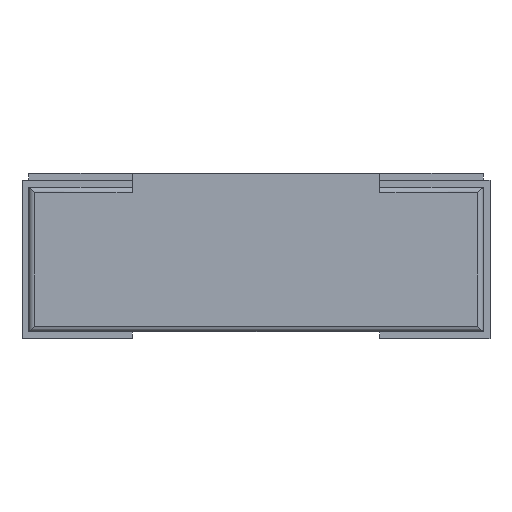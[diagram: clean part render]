
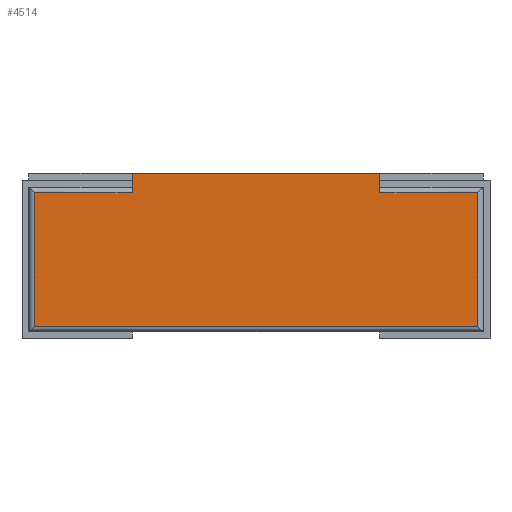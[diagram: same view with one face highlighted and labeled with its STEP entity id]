
A CAD part, left-side view. The second image highlights one B-rep face of the part: STEP entity #4514.
In plain terms, the highlighted planar face has unit normal (-1, 0, 0).
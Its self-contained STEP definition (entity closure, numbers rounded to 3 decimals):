
#362=PLANE('',#4683);
#593=FACE_OUTER_BOUND('',#839,.T.);
#839=EDGE_LOOP('',(#3867,#3868,#3869,#3870,#3871,#3872,#3873,#3874));
#1001=LINE('',#5700,#1451);
#1002=LINE('',#5704,#1452);
#1004=LINE('',#5709,#1454);
#1005=LINE('',#5713,#1455);
#1007=LINE('',#5719,#1457);
#1192=LINE('',#8112,#1642);
#1255=LINE('',#8243,#1705);
#1256=LINE('',#8244,#1706);
#1451=VECTOR('',#4871,10.);
#1452=VECTOR('',#4876,10.);
#1454=VECTOR('',#4882,10.);
#1455=VECTOR('',#4887,10.);
#1457=VECTOR('',#4893,10.);
#1642=VECTOR('',#5146,10.);
#1705=VECTOR('',#5241,10.);
#1706=VECTOR('',#5242,10.);
#1899=VERTEX_POINT('',#5697);
#1900=VERTEX_POINT('',#5699);
#1901=VERTEX_POINT('',#5703);
#1902=VERTEX_POINT('',#5708);
#1903=VERTEX_POINT('',#5712);
#1905=VERTEX_POINT('',#5718);
#2158=VERTEX_POINT('',#8109);
#2159=VERTEX_POINT('',#8111);
#2348=EDGE_CURVE('',#1899,#1900,#1001,.T.);
#2350=EDGE_CURVE('',#1900,#1901,#1002,.T.);
#2353=EDGE_CURVE('',#1901,#1902,#1004,.T.);
#2355=EDGE_CURVE('',#1902,#1903,#1005,.T.);
#2358=EDGE_CURVE('',#1903,#1905,#1007,.T.);
#2736=EDGE_CURVE('',#2158,#2159,#1192,.T.);
#2799=EDGE_CURVE('',#1899,#2159,#1255,.T.);
#2800=EDGE_CURVE('',#2158,#1905,#1256,.T.);
#3867=ORIENTED_EDGE('',*,*,#2799,.T.);
#3868=ORIENTED_EDGE('',*,*,#2736,.F.);
#3869=ORIENTED_EDGE('',*,*,#2800,.T.);
#3870=ORIENTED_EDGE('',*,*,#2358,.F.);
#3871=ORIENTED_EDGE('',*,*,#2355,.F.);
#3872=ORIENTED_EDGE('',*,*,#2353,.F.);
#3873=ORIENTED_EDGE('',*,*,#2350,.F.);
#3874=ORIENTED_EDGE('',*,*,#2348,.F.);
#4514=ADVANCED_FACE('',(#593),#362,.T.);
#4683=AXIS2_PLACEMENT_3D('',#8242,#5239,#5240);
#4871=DIRECTION('',(0.,-1.,0.));
#4876=DIRECTION('',(0.,0.,-1.));
#4882=DIRECTION('',(0.,1.,0.));
#4887=DIRECTION('',(0.,0.,1.));
#4893=DIRECTION('',(0.,-1.,0.));
#5146=DIRECTION('',(0.,-1.,0.));
#5239=DIRECTION('center_axis',(-1.,0.,0.));
#5240=DIRECTION('ref_axis',(0.,-1.,0.));
#5241=DIRECTION('',(0.,0.,1.));
#5242=DIRECTION('',(0.,0.,-1.));
#5697=CARTESIAN_POINT('',(-1.65,-0.45,0.53));
#5699=CARTESIAN_POINT('',(-1.65,-0.805,0.53));
#5700=CARTESIAN_POINT('',(-1.65,0.1,0.53));
#5703=CARTESIAN_POINT('',(-1.65,-0.805,0.045));
#5704=CARTESIAN_POINT('',(-1.65,-0.805,0.144));
#5708=CARTESIAN_POINT('',(-1.65,0.805,0.045));
#5709=CARTESIAN_POINT('',(-1.65,0.425,0.045));
#5712=CARTESIAN_POINT('',(-1.65,0.805,0.53));
#5713=CARTESIAN_POINT('',(-1.65,0.805,0.144));
#5718=CARTESIAN_POINT('',(-1.65,0.45,0.53));
#5719=CARTESIAN_POINT('',(-1.65,0.75,0.53));
#8109=CARTESIAN_POINT('',(-1.65,0.45,0.6));
#8111=CARTESIAN_POINT('',(-1.65,-0.45,0.6));
#8112=CARTESIAN_POINT('',(-1.65,0.85,0.6));
#8242=CARTESIAN_POINT('Origin',(-1.65,0.85,0.));
#8243=CARTESIAN_POINT('',(-1.65,-0.45,0.288));
#8244=CARTESIAN_POINT('',(-1.65,0.45,0.288));
